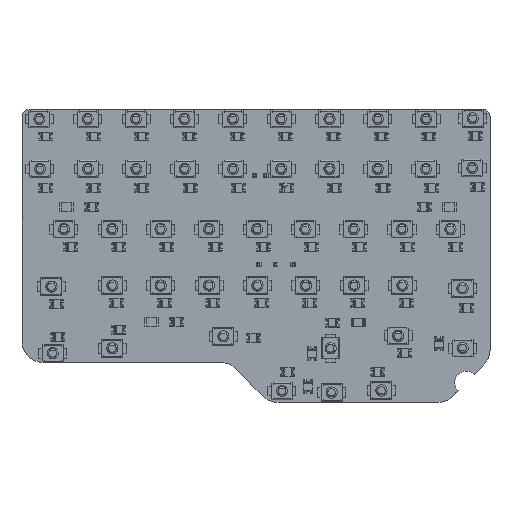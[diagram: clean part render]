
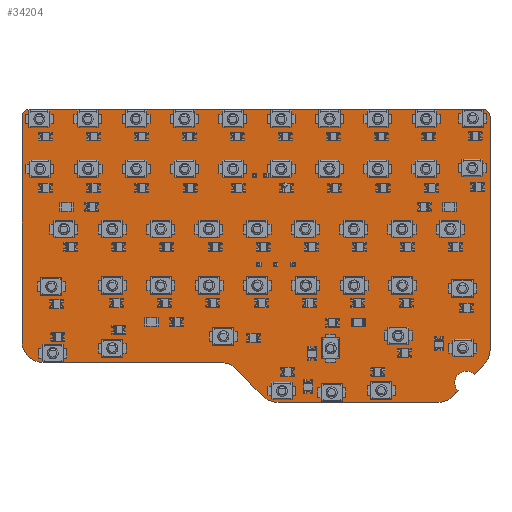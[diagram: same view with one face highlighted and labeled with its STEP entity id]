
A CAD part, top view. The second image highlights one B-rep face of the part: STEP entity #34204.
In plain terms, the highlighted planar face has unit normal (0, 0, 1).
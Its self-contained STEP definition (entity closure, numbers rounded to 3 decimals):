
#33675 = VERTEX_POINT('',#33676);
#33676 = CARTESIAN_POINT('',(32.4,20.9,1.51));
#33682 = EDGE_CURVE('',#33675,#33683,#33685,.T.);
#33683 = VERTEX_POINT('',#33684);
#33684 = CARTESIAN_POINT('',(33.4,19.9,1.51));
#33685 = CIRCLE('',#33686,1.);
#33686 = AXIS2_PLACEMENT_3D('',#33687,#33688,#33689);
#33687 = CARTESIAN_POINT('',(32.4,19.9,1.51));
#33688 = DIRECTION('',(0.,0.,-1.));
#33689 = DIRECTION('',(0.,1.,0.));
#33715 = EDGE_CURVE('',#33683,#33716,#33718,.T.);
#33716 = VERTEX_POINT('',#33717);
#33717 = CARTESIAN_POINT('',(33.4,-13.457,1.51));
#33718 = LINE('',#33719,#33720);
#33719 = CARTESIAN_POINT('',(33.4,19.9,1.51));
#33720 = VECTOR('',#33721,1.);
#33721 = DIRECTION('',(0.,-1.,0.));
#33746 = EDGE_CURVE('',#33716,#33747,#33749,.T.);
#33747 = VERTEX_POINT('',#33748);
#33748 = CARTESIAN_POINT('',(32.521,-15.579,1.51));
#33749 = CIRCLE('',#33750,3.);
#33750 = AXIS2_PLACEMENT_3D('',#33751,#33752,#33753);
#33751 = CARTESIAN_POINT('',(30.4,-13.457,1.51));
#33752 = DIRECTION('',(0.,0.,-1.));
#33753 = DIRECTION('',(1.,0.,0.));
#33779 = EDGE_CURVE('',#33747,#33780,#33782,.T.);
#33780 = VERTEX_POINT('',#33781);
#33781 = CARTESIAN_POINT('',(31.2,-16.9,1.51));
#33782 = LINE('',#33783,#33784);
#33783 = CARTESIAN_POINT('',(32.521,-15.579,1.51));
#33784 = VECTOR('',#33785,1.);
#33785 = DIRECTION('',(-0.707,-0.707,0.));
#33810 = EDGE_CURVE('',#33780,#33811,#33813,.T.);
#33811 = VERTEX_POINT('',#33812);
#33812 = CARTESIAN_POINT('',(28.859,-19.241,1.51));
#33813 = CIRCLE('',#33814,1.655);
#33814 = AXIS2_PLACEMENT_3D('',#33815,#33816,#33817);
#33815 = CARTESIAN_POINT('',(30.029,-18.07,1.51));
#33816 = DIRECTION('',(0.,0.,1.));
#33817 = DIRECTION('',(0.707,0.707,-0.));
#33843 = EDGE_CURVE('',#33811,#33844,#33846,.T.);
#33844 = VERTEX_POINT('',#33845);
#33845 = CARTESIAN_POINT('',(28.079,-20.021,1.51));
#33846 = LINE('',#33847,#33848);
#33847 = CARTESIAN_POINT('',(28.859,-19.241,1.51));
#33848 = VECTOR('',#33849,1.);
#33849 = DIRECTION('',(-0.707,-0.707,0.));
#33874 = EDGE_CURVE('',#33844,#33875,#33877,.T.);
#33875 = VERTEX_POINT('',#33876);
#33876 = CARTESIAN_POINT('',(25.957,-20.9,1.51));
#33877 = CIRCLE('',#33878,3.);
#33878 = AXIS2_PLACEMENT_3D('',#33879,#33880,#33881);
#33879 = CARTESIAN_POINT('',(25.957,-17.9,1.51));
#33880 = DIRECTION('',(0.,0.,-1.));
#33881 = DIRECTION('',(0.707,-0.707,0.));
#33907 = EDGE_CURVE('',#33875,#33908,#33910,.T.);
#33908 = VERTEX_POINT('',#33909);
#33909 = CARTESIAN_POINT('',(3.143,-20.9,1.51));
#33910 = LINE('',#33911,#33912);
#33911 = CARTESIAN_POINT('',(25.957,-20.9,1.51));
#33912 = VECTOR('',#33913,1.);
#33913 = DIRECTION('',(-1.,0.,0.));
#33938 = EDGE_CURVE('',#33908,#33939,#33941,.T.);
#33939 = VERTEX_POINT('',#33940);
#33940 = CARTESIAN_POINT('',(1.021,-20.021,1.51));
#33941 = CIRCLE('',#33942,3.);
#33942 = AXIS2_PLACEMENT_3D('',#33943,#33944,#33945);
#33943 = CARTESIAN_POINT('',(3.143,-17.9,1.51));
#33944 = DIRECTION('',(0.,0.,-1.));
#33945 = DIRECTION('',(0.,-1.,0.));
#33971 = EDGE_CURVE('',#33939,#33972,#33974,.T.);
#33972 = VERTEX_POINT('',#33973);
#33973 = CARTESIAN_POINT('',(-2.921,-16.079,1.51));
#33974 = LINE('',#33975,#33976);
#33975 = CARTESIAN_POINT('',(1.021,-20.021,1.51));
#33976 = VECTOR('',#33977,1.);
#33977 = DIRECTION('',(-0.707,0.707,0.));
#34002 = EDGE_CURVE('',#33972,#34003,#34005,.T.);
#34003 = VERTEX_POINT('',#34004);
#34004 = CARTESIAN_POINT('',(-5.043,-15.2,1.51));
#34005 = CIRCLE('',#34006,3.);
#34006 = AXIS2_PLACEMENT_3D('',#34007,#34008,#34009);
#34007 = CARTESIAN_POINT('',(-5.043,-18.2,1.51));
#34008 = DIRECTION('',(0.,0.,1.));
#34009 = DIRECTION('',(0.707,0.707,-0.));
#34035 = EDGE_CURVE('',#34003,#34036,#34038,.T.);
#34036 = VERTEX_POINT('',#34037);
#34037 = CARTESIAN_POINT('',(-30.4,-15.2,1.51));
#34038 = LINE('',#34039,#34040);
#34039 = CARTESIAN_POINT('',(-5.043,-15.2,1.51));
#34040 = VECTOR('',#34041,1.);
#34041 = DIRECTION('',(-1.,0.,0.));
#34066 = EDGE_CURVE('',#34036,#34067,#34069,.T.);
#34067 = VERTEX_POINT('',#34068);
#34068 = CARTESIAN_POINT('',(-33.4,-12.2,1.51));
#34069 = CIRCLE('',#34070,3.);
#34070 = AXIS2_PLACEMENT_3D('',#34071,#34072,#34073);
#34071 = CARTESIAN_POINT('',(-30.4,-12.2,1.51));
#34072 = DIRECTION('',(0.,0.,-1.));
#34073 = DIRECTION('',(0.,-1.,-0.));
#34099 = EDGE_CURVE('',#34067,#34100,#34102,.T.);
#34100 = VERTEX_POINT('',#34101);
#34101 = CARTESIAN_POINT('',(-33.4,19.9,1.51));
#34102 = LINE('',#34103,#34104);
#34103 = CARTESIAN_POINT('',(-33.4,-12.2,1.51));
#34104 = VECTOR('',#34105,1.);
#34105 = DIRECTION('',(0.,1.,0.));
#34130 = EDGE_CURVE('',#34100,#34131,#34133,.T.);
#34131 = VERTEX_POINT('',#34132);
#34132 = CARTESIAN_POINT('',(-32.4,20.9,1.51));
#34133 = CIRCLE('',#34134,1.);
#34134 = AXIS2_PLACEMENT_3D('',#34135,#34136,#34137);
#34135 = CARTESIAN_POINT('',(-32.4,19.9,1.51));
#34136 = DIRECTION('',(0.,0.,-1.));
#34137 = DIRECTION('',(-1.,0.,-0.));
#34163 = EDGE_CURVE('',#34131,#33675,#34164,.T.);
#34164 = LINE('',#34165,#34166);
#34165 = CARTESIAN_POINT('',(-32.4,20.9,1.51));
#34166 = VECTOR('',#34167,1.);
#34167 = DIRECTION('',(1.,0.,0.));
#34204 = ADVANCED_FACE('',(#34205),#34223,.T.);
#34205 = FACE_BOUND('',#34206,.F.);
#34206 = EDGE_LOOP('',(#34207,#34208,#34209,#34210,#34211,#34212,#34213,
    #34214,#34215,#34216,#34217,#34218,#34219,#34220,#34221,#34222));
#34207 = ORIENTED_EDGE('',*,*,#33682,.T.);
#34208 = ORIENTED_EDGE('',*,*,#33715,.T.);
#34209 = ORIENTED_EDGE('',*,*,#33746,.T.);
#34210 = ORIENTED_EDGE('',*,*,#33779,.T.);
#34211 = ORIENTED_EDGE('',*,*,#33810,.T.);
#34212 = ORIENTED_EDGE('',*,*,#33843,.T.);
#34213 = ORIENTED_EDGE('',*,*,#33874,.T.);
#34214 = ORIENTED_EDGE('',*,*,#33907,.T.);
#34215 = ORIENTED_EDGE('',*,*,#33938,.T.);
#34216 = ORIENTED_EDGE('',*,*,#33971,.T.);
#34217 = ORIENTED_EDGE('',*,*,#34002,.T.);
#34218 = ORIENTED_EDGE('',*,*,#34035,.T.);
#34219 = ORIENTED_EDGE('',*,*,#34066,.T.);
#34220 = ORIENTED_EDGE('',*,*,#34099,.T.);
#34221 = ORIENTED_EDGE('',*,*,#34130,.T.);
#34222 = ORIENTED_EDGE('',*,*,#34163,.T.);
#34223 = PLANE('',#34224);
#34224 = AXIS2_PLACEMENT_3D('',#34225,#34226,#34227);
#34225 = CARTESIAN_POINT('',(0.,0.,1.51));
#34226 = DIRECTION('',(0.,0.,1.));
#34227 = DIRECTION('',(1.,0.,-0.));
